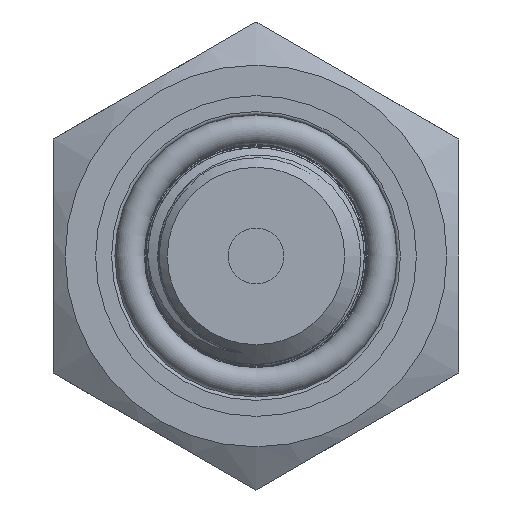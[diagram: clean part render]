
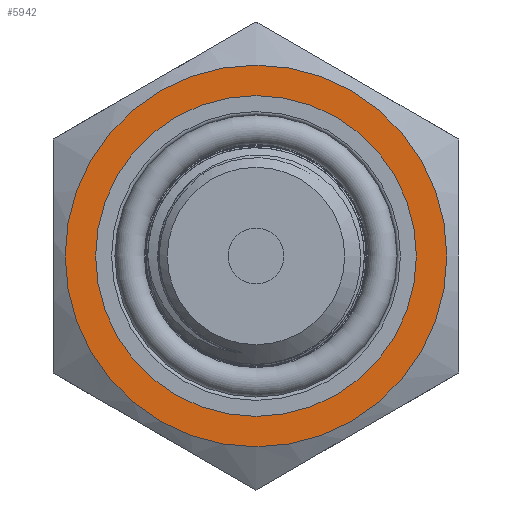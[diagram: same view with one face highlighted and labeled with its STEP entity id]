
A CAD part, left-side view. The second image highlights one B-rep face of the part: STEP entity #5942.
In plain terms, the highlighted planar face has unit normal (-1, 0, 0).
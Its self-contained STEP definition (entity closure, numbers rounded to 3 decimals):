
#99=PLANE('',#6135);
#123=FACE_BOUND('',#1035,.T.);
#684=FACE_OUTER_BOUND('',#1034,.T.);
#1034=EDGE_LOOP('',(#5196));
#1035=EDGE_LOOP('',(#5197));
#1131=CIRCLE('',#6114,11.3);
#1139=CIRCLE('',#6134,9.5);
#2801=VERTEX_POINT('',#13645);
#2826=VERTEX_POINT('',#17486);
#3650=EDGE_CURVE('',#2801,#2801,#1131,.T.);
#3694=EDGE_CURVE('',#2826,#2826,#1139,.T.);
#5196=ORIENTED_EDGE('',*,*,#3650,.T.);
#5197=ORIENTED_EDGE('',*,*,#3694,.T.);
#5942=ADVANCED_FACE('',(#684,#123),#99,.T.);
#6114=AXIS2_PLACEMENT_3D('',#13646,#6668,#6669);
#6134=AXIS2_PLACEMENT_3D('',#17487,#6716,#6717);
#6135=AXIS2_PLACEMENT_3D('',#17489,#6719,#6720);
#6668=DIRECTION('center_axis',(-1.,0.,0.));
#6669=DIRECTION('ref_axis',(0.,1.,0.));
#6716=DIRECTION('center_axis',(1.,0.,0.));
#6717=DIRECTION('ref_axis',(0.,0.,-1.));
#6719=DIRECTION('center_axis',(-1.,0.,0.));
#6720=DIRECTION('ref_axis',(0.,0.,1.));
#13645=CARTESIAN_POINT('',(14.,-11.3,0.));
#13646=CARTESIAN_POINT('Origin',(14.,0.,0.));
#17486=CARTESIAN_POINT('',(14.,-9.5,0.));
#17487=CARTESIAN_POINT('Origin',(14.,0.,0.));
#17489=CARTESIAN_POINT('Origin',(14.,12.,0.));
